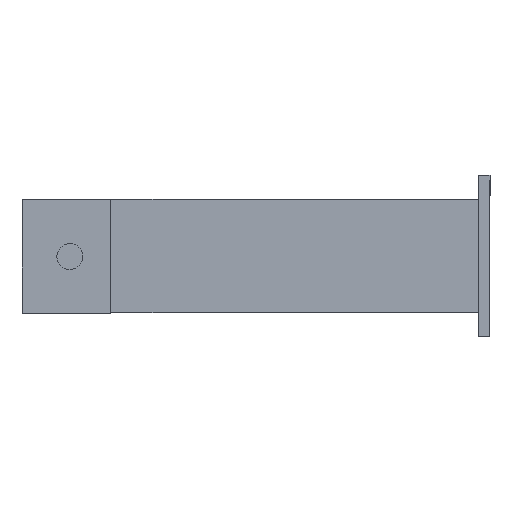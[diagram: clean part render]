
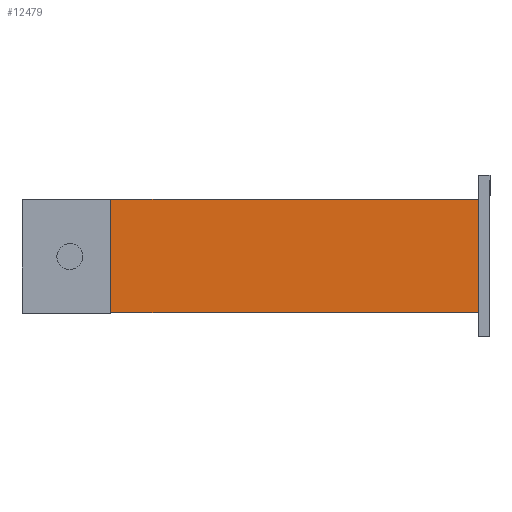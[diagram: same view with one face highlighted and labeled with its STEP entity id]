
A CAD part, left-side view. The second image highlights one B-rep face of the part: STEP entity #12479.
In plain terms, the highlighted planar face has unit normal (-1, 0, 0).
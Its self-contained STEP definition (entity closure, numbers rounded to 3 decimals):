
#2665 = EDGE_LOOP ( 'NONE', ( #12376, #12850, #5180, #6483 ) ) ;
#3544 = DIRECTION ( 'NONE',  ( 0., 0., -1. ) ) ;
#5180 = ORIENTED_EDGE ( 'NONE', *, *, #7096, .F. ) ;
#5207 = VERTEX_POINT ( 'NONE', #7280 ) ;
#5617 = VECTOR ( 'NONE', #12646, 1000. ) ;
#5915 = EDGE_CURVE ( 'NONE', #7299, #5207, #11712, .T. ) ;
#6483 = ORIENTED_EDGE ( 'NONE', *, *, #16881, .T. ) ;
#6866 = CARTESIAN_POINT ( 'NONE',  ( -17.5, 0., 17.5 ) ) ;
#7096 = EDGE_CURVE ( 'NONE', #16915, #7760, #17406, .T. ) ;
#7280 = CARTESIAN_POINT ( 'NONE',  ( -17.5, 113.75, -17.5 ) ) ;
#7299 = VERTEX_POINT ( 'NONE', #16849 ) ;
#7760 = VERTEX_POINT ( 'NONE', #12621 ) ;
#7771 = DIRECTION ( 'NONE',  ( 0., 0., -1. ) ) ;
#8599 = VECTOR ( 'NONE', #12739, 1000. ) ;
#8815 = LINE ( 'NONE', #15500, #8599 ) ;
#9217 = CARTESIAN_POINT ( 'NONE',  ( -17.5, 113.75, 17.5 ) ) ;
#10158 = AXIS2_PLACEMENT_3D ( 'NONE', #6866, #16318, #12568 ) ;
#10538 = VECTOR ( 'NONE', #7771, 1000. ) ;
#10624 = CARTESIAN_POINT ( 'NONE',  ( -17.5, 0., 17.5 ) ) ;
#11311 = CARTESIAN_POINT ( 'NONE',  ( -17.5, 0., 17.5 ) ) ;
#11319 = EDGE_CURVE ( 'NONE', #7760, #5207, #15596, .T. ) ;
#11712 = LINE ( 'NONE', #9217, #14649 ) ;
#12376 = ORIENTED_EDGE ( 'NONE', *, *, #5915, .T. ) ;
#12479 = ADVANCED_FACE ( 'NONE', ( #13724 ), #13897, .F. ) ;
#12568 = DIRECTION ( 'NONE',  ( 0., 1., 0. ) ) ;
#12621 = CARTESIAN_POINT ( 'NONE',  ( -17.5, 0., -17.5 ) ) ;
#12646 = DIRECTION ( 'NONE',  ( 0., 1., 0. ) ) ;
#12739 = DIRECTION ( 'NONE',  ( 0., 1., 0. ) ) ;
#12850 = ORIENTED_EDGE ( 'NONE', *, *, #11319, .F. ) ;
#12911 = CARTESIAN_POINT ( 'NONE',  ( -17.5, 0., -17.5 ) ) ;
#13724 = FACE_OUTER_BOUND ( 'NONE', #2665, .T. ) ;
#13897 = PLANE ( 'NONE',  #10158 ) ;
#14649 = VECTOR ( 'NONE', #3544, 1000. ) ;
#15500 = CARTESIAN_POINT ( 'NONE',  ( -17.5, 0., 17.5 ) ) ;
#15596 = LINE ( 'NONE', #12911, #5617 ) ;
#16318 = DIRECTION ( 'NONE',  ( 1., 0., 0. ) ) ;
#16849 = CARTESIAN_POINT ( 'NONE',  ( -17.5, 113.75, 17.5 ) ) ;
#16881 = EDGE_CURVE ( 'NONE', #16915, #7299, #8815, .T. ) ;
#16915 = VERTEX_POINT ( 'NONE', #11311 ) ;
#17406 = LINE ( 'NONE', #10624, #10538 ) ;
